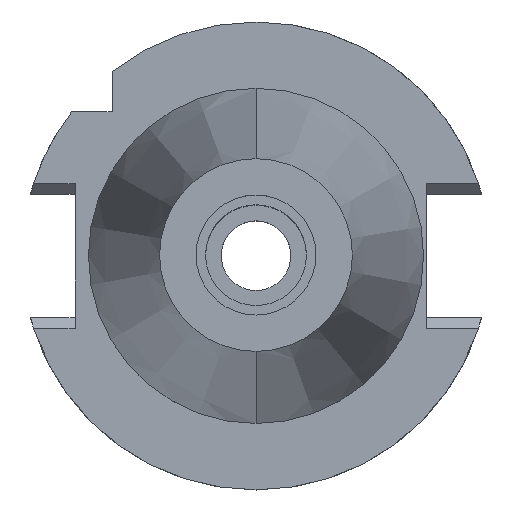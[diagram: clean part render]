
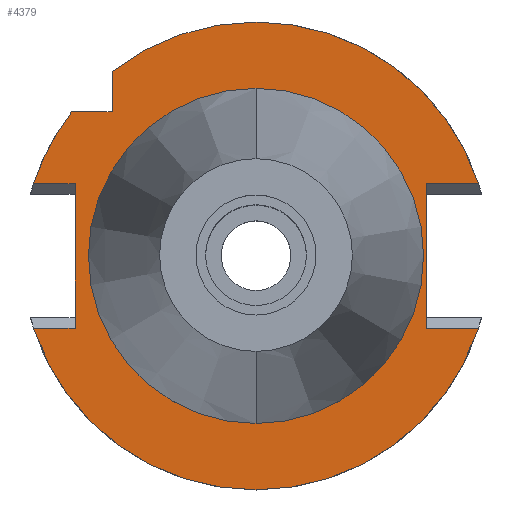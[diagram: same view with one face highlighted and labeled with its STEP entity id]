
A CAD part, top view. The second image highlights one B-rep face of the part: STEP entity #4379.
In plain terms, the highlighted planar face has unit normal (0, 0, 1).
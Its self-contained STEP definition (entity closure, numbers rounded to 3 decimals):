
#1592=DIRECTION('',(0.,-1.,0.));
#1593=VECTOR('',#1592,30.1);
#1594=CARTESIAN_POINT('',(-37.7,15.05,-1.5));
#1595=LINE('',#1594,#1593);
#1655=DIRECTION('',(-1.,0.,0.));
#1656=VECTOR('',#1655,8.426);
#1657=CARTESIAN_POINT('',(-30.,30.,-1.5));
#1658=LINE('',#1657,#1656);
#1679=DIRECTION('',(0.,1.,0.));
#1680=VECTOR('',#1679,8.426);
#1681=CARTESIAN_POINT('',(-30.,30.,-1.5));
#1682=LINE('',#1681,#1680);
#1686=CARTESIAN_POINT('',(0.,0.,-1.5));
#1687=DIRECTION('',(0.,0.,-1.));
#1688=DIRECTION('',(-0.615,0.788,0.));
#1689=AXIS2_PLACEMENT_3D('',#1686,#1687,#1688);
#1694=CARTESIAN_POINT('',(0.,0.,-1.5));
#1695=DIRECTION('',(0.,0.,-1.));
#1696=DIRECTION('',(0.,1.,0.));
#1697=AXIS2_PLACEMENT_3D('',#1694,#1695,#1696);
#1702=DIRECTION('',(0.,-1.,0.));
#1703=VECTOR('',#1702,30.1);
#1704=CARTESIAN_POINT('',(35.5,15.05,-1.5));
#1705=LINE('',#1704,#1703);
#1709=DIRECTION('',(1.,0.,0.));
#1710=VECTOR('',#1709,10.869);
#1711=CARTESIAN_POINT('',(35.5,-15.05,-1.5));
#1712=LINE('',#1711,#1710);
#1716=CARTESIAN_POINT('',(0.,0.,-1.5));
#1717=DIRECTION('',(0.,0.,-1.));
#1718=DIRECTION('',(0.951,-0.309,0.));
#1719=AXIS2_PLACEMENT_3D('',#1716,#1717,#1718);
#1724=CARTESIAN_POINT('',(0.,0.,-1.5));
#1725=DIRECTION('',(0.,0.,-1.));
#1726=DIRECTION('',(0.,-1.,0.));
#1727=AXIS2_PLACEMENT_3D('',#1724,#1725,#1726);
#1732=DIRECTION('',(-1.,0.,0.));
#1733=VECTOR('',#1732,8.669);
#1734=CARTESIAN_POINT('',(-37.7,15.05,-1.5));
#1735=LINE('',#1734,#1733);
#1739=CARTESIAN_POINT('',(0.,0.,-1.5));
#1740=DIRECTION('',(0.,0.,-1.));
#1741=DIRECTION('',(-0.951,0.309,0.));
#1742=AXIS2_PLACEMENT_3D('',#1739,#1740,#1741);
#1747=CARTESIAN_POINT('',(0.,0.,-1.5));
#1748=DIRECTION('',(0.,0.,1.));
#1749=DIRECTION('',(0.,-1.,0.));
#1750=AXIS2_PLACEMENT_3D('',#1747,#1748,#1749);
#1755=CARTESIAN_POINT('',(0.,0.,-1.5));
#1756=DIRECTION('',(0.,0.,1.));
#1757=DIRECTION('',(0.,1.,0.));
#1758=AXIS2_PLACEMENT_3D('',#1755,#1756,#1757);
#1780=CARTESIAN_POINT('',(46.369,15.05,-1.5));
#1946=DIRECTION('',(1.,0.,0.));
#1947=VECTOR('',#1946,10.869);
#1948=CARTESIAN_POINT('',(35.5,15.05,-1.5));
#1949=LINE('',#1948,#1947);
#1956=CARTESIAN_POINT('',(-46.369,-15.05,-1.5));
#1990=DIRECTION('',(-1.,0.,0.));
#1991=VECTOR('',#1990,8.669);
#1992=CARTESIAN_POINT('',(-37.7,-15.05,-1.5));
#1993=LINE('',#1992,#1991);
#3029=CARTESIAN_POINT('',(-30.,38.426,-1.5));
#3030=VERTEX_POINT('',#3029);
#3031=CARTESIAN_POINT('',(-30.,30.,-1.5));
#3032=VERTEX_POINT('',#3031);
#3062=CARTESIAN_POINT('',(-37.7,15.05,-1.5));
#3063=VERTEX_POINT('',#3062);
#3064=CARTESIAN_POINT('',(-37.7,-15.05,-1.5));
#3065=VERTEX_POINT('',#3064);
#3122=VERTEX_POINT('',#1956);
#3123=CARTESIAN_POINT('',(0.,-48.75,-1.5));
#3124=VERTEX_POINT('',#3123);
#3125=CARTESIAN_POINT('',(46.369,-15.05,-1.5));
#3126=VERTEX_POINT('',#3125);
#3130=VERTEX_POINT('',#1780);
#3131=CARTESIAN_POINT('',(0.,48.75,-1.5));
#3132=VERTEX_POINT('',#3131);
#3133=CARTESIAN_POINT('',(-38.426,30.,-1.5));
#3134=VERTEX_POINT('',#3133);
#3135=CARTESIAN_POINT('',(-46.369,15.05,-1.5));
#3136=VERTEX_POINT('',#3135);
#3137=CARTESIAN_POINT('',(35.5,15.05,-1.5));
#3138=VERTEX_POINT('',#3137);
#3139=CARTESIAN_POINT('',(35.5,-15.05,-1.5));
#3140=VERTEX_POINT('',#3139);
#3141=CARTESIAN_POINT('',(0.,-34.925,-1.5));
#3142=CARTESIAN_POINT('',(0.,34.925,-1.5));
#3143=VERTEX_POINT('',#3141);
#3144=VERTEX_POINT('',#3142);
#4344=CARTESIAN_POINT('',(0.,0.,-1.5));
#4345=DIRECTION('',(0.,0.,-1.));
#4346=DIRECTION('',(0.,-1.,0.));
#4347=AXIS2_PLACEMENT_3D('',#4344,#4345,#4346);
#4348=PLANE('',#4347);
#4349=ORIENTED_EDGE('',*,*,#4124,.T.);
#4351=ORIENTED_EDGE('',*,*,#4350,.T.);
#4353=ORIENTED_EDGE('',*,*,#4352,.T.);
#4355=ORIENTED_EDGE('',*,*,#4354,.F.);
#4356=ORIENTED_EDGE('',*,*,#4184,.T.);
#4358=ORIENTED_EDGE('',*,*,#4357,.T.);
#4360=ORIENTED_EDGE('',*,*,#4359,.T.);
#4362=ORIENTED_EDGE('',*,*,#4361,.T.);
#4364=ORIENTED_EDGE('',*,*,#4363,.F.);
#4365=ORIENTED_EDGE('',*,*,#4271,.F.);
#4367=ORIENTED_EDGE('',*,*,#4366,.T.);
#4369=ORIENTED_EDGE('',*,*,#4368,.T.);
#4370=ORIENTED_EDGE('',*,*,#4326,.F.);
#4371=EDGE_LOOP('',(#4349,#4351,#4353,#4355,#4356,#4358,#4360,#4362,#4364,#4365,
#4367,#4369,#4370));
#4372=FACE_OUTER_BOUND('',#4371,.F.);
#4374=ORIENTED_EDGE('',*,*,#4373,.T.);
#4376=ORIENTED_EDGE('',*,*,#4375,.T.);
#4377=EDGE_LOOP('',(#4374,#4376));
#4378=FACE_BOUND('',#4377,.F.);
#1690=CIRCLE('',#1689,48.75);
#1698=CIRCLE('',#1697,48.75);
#1720=CIRCLE('',#1719,48.75);
#1728=CIRCLE('',#1727,48.75);
#1743=CIRCLE('',#1742,48.75);
#1751=CIRCLE('',#1750,34.925);
#1759=CIRCLE('',#1758,34.925);
#4124=EDGE_CURVE('',#3032,#3030,#1682,.T.);
#4184=EDGE_CURVE('',#3138,#3140,#1705,.T.);
#4271=EDGE_CURVE('',#3063,#3065,#1595,.T.);
#4326=EDGE_CURVE('',#3032,#3134,#1658,.T.);
#4350=EDGE_CURVE('',#3030,#3132,#1690,.T.);
#4352=EDGE_CURVE('',#3132,#3130,#1698,.T.);
#4354=EDGE_CURVE('',#3138,#3130,#1949,.T.);
#4357=EDGE_CURVE('',#3140,#3126,#1712,.T.);
#4359=EDGE_CURVE('',#3126,#3124,#1720,.T.);
#4361=EDGE_CURVE('',#3124,#3122,#1728,.T.);
#4363=EDGE_CURVE('',#3065,#3122,#1993,.T.);
#4366=EDGE_CURVE('',#3063,#3136,#1735,.T.);
#4368=EDGE_CURVE('',#3136,#3134,#1743,.T.);
#4373=EDGE_CURVE('',#3143,#3144,#1751,.T.);
#4375=EDGE_CURVE('',#3144,#3143,#1759,.T.);
#4379=ADVANCED_FACE('',(#4372,#4378),#4348,.F.);
